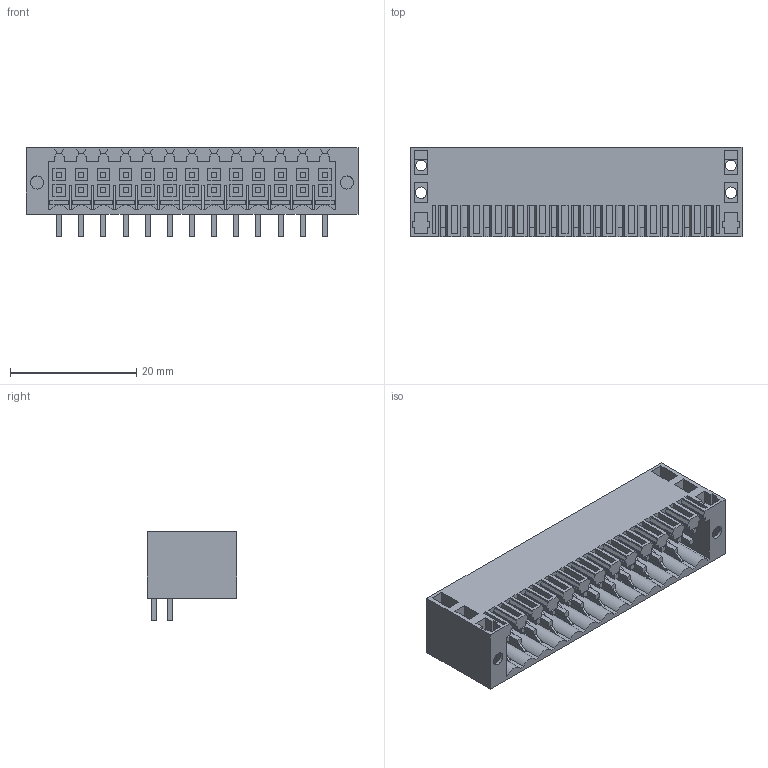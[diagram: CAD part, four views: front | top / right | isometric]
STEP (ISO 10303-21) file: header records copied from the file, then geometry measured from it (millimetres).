
FILE_DESCRIPTION(('CATIA V5 STEP Exchange','CAx-IF Rec.Pracs.--- Model Styling and Organization---1.4--- 2014-01-23'),'2;1');
FILE_NAME ('D1455097_0_1728570000_1728570000.stp','2020-09-23T14:18:15+00:00',('none'),('Weidmueller'),'CATIA Version 5-6 Release 2016 SP3 HF44','CATIA V5 STEP AP214','none');
FILE_SCHEMA(('AUTOMOTIVE_DESIGN { 1 0 10303 214 1 1 1 1 }'));
Length unit declared in the file: millimetre
Products named in the file (1): 1728570000
Bounding box: 52.5 x 14.2 x 14 mm (x, y, z)
Volume: 3674.7 mm3; surface area: 7944.3 mm2
Topology: 1 solids, 1 shells, 1290 faces, 3795 edges, 2594 vertices
Faces by surface type: plane 1248, cylinder 42
Entity records: 40596 total; most frequent: ORIENTED_EDGE 7590, CARTESIAN_POINT 7171, DIRECTION 5255, EDGE_CURVE 3795, VECTOR 3685, LINE 3685, VERTEX_POINT 2594, EDGE_LOOP 1393
